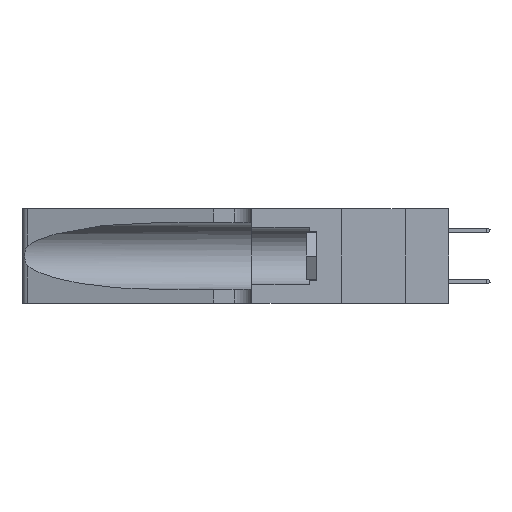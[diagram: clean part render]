
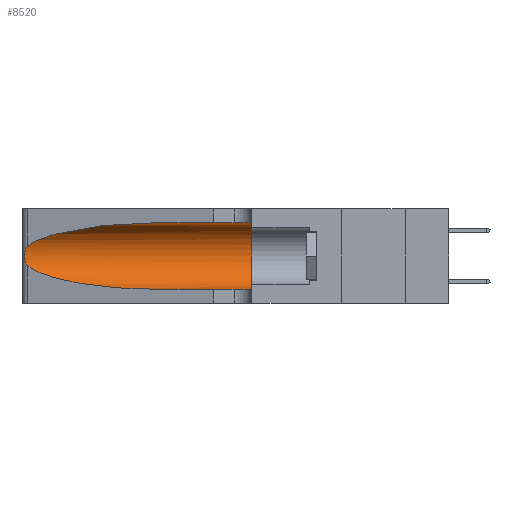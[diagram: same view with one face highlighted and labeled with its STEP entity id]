
A CAD part, left-side view. The second image highlights one B-rep face of the part: STEP entity #8520.
In plain terms, the highlighted cylindrical face has radius 3.308 mm (diameter 6.617 mm), a partial arc.
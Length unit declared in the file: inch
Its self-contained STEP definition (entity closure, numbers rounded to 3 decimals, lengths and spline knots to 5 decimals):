
#32 =( BOUNDED_CURVE ( )  B_SPLINE_CURVE ( 3, ( #18048, #13675, #20842, #3719 ),
 .UNSPECIFIED., .F., .T. ) 
 B_SPLINE_CURVE_WITH_KNOTS ( ( 4, 4 ),
 ( 3.44316, 4.71239 ),
 .UNSPECIFIED. ) 
 CURVE ( )  GEOMETRIC_REPRESENTATION_ITEM ( )  RATIONAL_B_SPLINE_CURVE ( ( 1., 0.87, 0.87, 1. ) ) 
 REPRESENTATION_ITEM ( '' )  );
#46 = EDGE_CURVE ( 'NONE', #1600, #1681, #32, .T. ) ;
#700 = CARTESIAN_POINT ( 'NONE',  ( 0.26075, 1.23896, 0.178 ) ) ;
#1475 = VECTOR ( 'NONE', #14538, 39.37008 ) ;
#1497 = CYLINDRICAL_SURFACE ( 'NONE', #21772, 0.13025 ) ;
#1600 = VERTEX_POINT ( 'NONE', #6207 ) ;
#1681 = VERTEX_POINT ( 'NONE', #9602 ) ;
#1907 = EDGE_CURVE ( 'NONE', #6586, #16137, #13599, .T. ) ;
#2489 = CARTESIAN_POINT ( 'NONE',  ( 0.25487, 1.22718, 0.22369 ) ) ;
#2730 = CARTESIAN_POINT ( 'NONE',  ( 0.25856, 1.23593, 0.16098 ) ) ;
#2968 = DIRECTION ( 'NONE',  ( 0., 1., 0. ) ) ;
#3719 = CARTESIAN_POINT ( 'NONE',  ( 0.1305, 0.72297, 0.05475 ) ) ;
#3725 = CARTESIAN_POINT ( 'NONE',  ( 0.18966, 0.96281, 0.31525 ) ) ;
#4641 = CARTESIAN_POINT ( 'NONE',  ( 0.25487, 1.22718, 0.22369 ) ) ;
#4715 = CARTESIAN_POINT ( 'NONE',  ( 0.25639, 1.23186, 0.15144 ) ) ;
#6091 = ORIENTED_EDGE ( 'NONE', *, *, #19041, .T. ) ;
#6207 = CARTESIAN_POINT ( 'NONE',  ( 0.25487, 1.22718, 0.14631 ) ) ;
#6280 = ORIENTED_EDGE ( 'NONE', *, *, #16599, .T. ) ;
#6330 = ORIENTED_EDGE ( 'NONE', *, *, #15398, .F. ) ;
#6586 = VERTEX_POINT ( 'NONE', #7519 ) ;
#6684 = CARTESIAN_POINT ( 'NONE',  ( 0.25487, 1.22718, 0.14631 ) ) ;
#6723 = LINE ( 'NONE', #10741, #1475 ) ;
#7329 = EDGE_CURVE ( 'NONE', #18306, #15158, #11407, .T. ) ;
#7352 = ORIENTED_EDGE ( 'NONE', *, *, #1907, .F. ) ;
#7519 = CARTESIAN_POINT ( 'NONE',  ( 0.1305, 0.35, 0.31525 ) ) ;
#7694 = ORIENTED_EDGE ( 'NONE', *, *, #7329, .T. ) ;
#7721 = ORIENTED_EDGE ( 'NONE', *, *, #46, .T. ) ;
#8520 = ADVANCED_FACE ( 'NONE', ( #12311 ), #1497, .F. ) ;
#8541 = CARTESIAN_POINT ( 'NONE',  ( 0.25639, 1.23184, 0.21858 ) ) ;
#9412 = CARTESIAN_POINT ( 'NONE',  ( 0.1305, 0.35, 0.05475 ) ) ;
#9602 = CARTESIAN_POINT ( 'NONE',  ( 0.1305, 0.72297, 0.05475 ) ) ;
#9604 = B_SPLINE_CURVE_WITH_KNOTS ( 'NONE', 3,
 ( #4641, #15879, #8541, #21337, #10408, #23169, #12255, #700, #14115, #2730, #15954, #4715, #17772, #6684 ),
 .UNSPECIFIED., .F., .F.,
 ( 4, 2, 2, 2, 2, 2, 4 ),
 ( 0., 0.00027, 0.00053, 0.00107, 0.0016, 0.00187, 0.00214 ),
 .UNSPECIFIED. ) ;
#10408 = CARTESIAN_POINT ( 'NONE',  ( 0.25854, 1.2359, 0.20912 ) ) ;
#10741 = CARTESIAN_POINT ( 'NONE',  ( 0.1305, 1.61858, 0.31525 ) ) ;
#10798 = LINE ( 'NONE', #11107, #14555 ) ;
#11107 = CARTESIAN_POINT ( 'NONE',  ( 0.1305, 1.61858, 0.05475 ) ) ;
#11407 =( BOUNDED_CURVE ( )  B_SPLINE_CURVE ( 3, ( #16845, #3725, #15018, #18670 ),
 .UNSPECIFIED., .F., .F. ) 
 B_SPLINE_CURVE_WITH_KNOTS ( ( 4, 4 ),
 ( 1.5708, 2.84003 ),
 .UNSPECIFIED. ) 
 CURVE ( )  GEOMETRIC_REPRESENTATION_ITEM ( )  RATIONAL_B_SPLINE_CURVE ( ( 1., 0.87, 0.87, 1. ) ) 
 REPRESENTATION_ITEM ( '' )  );
#12255 = CARTESIAN_POINT ( 'NONE',  ( 0.26075, 1.23896, 0.19203 ) ) ;
#12311 = FACE_OUTER_BOUND ( 'NONE', #15529, .T. ) ;
#13599 = CIRCLE ( 'NONE', #18216, 0.13025 ) ;
#13675 = CARTESIAN_POINT ( 'NONE',  ( 0.2373, 1.15595, 0.08982 ) ) ;
#14115 = CARTESIAN_POINT ( 'NONE',  ( 0.26017, 1.23833, 0.17102 ) ) ;
#14338 = CARTESIAN_POINT ( 'NONE',  ( 0.1305, 0.35, 0.185 ) ) ;
#14538 = DIRECTION ( 'NONE',  ( 0., -1., 0. ) ) ;
#14555 = VECTOR ( 'NONE', #23818, 39.37008 ) ;
#15018 = CARTESIAN_POINT ( 'NONE',  ( 0.2373, 1.15595, 0.28018 ) ) ;
#15158 = VERTEX_POINT ( 'NONE', #2489 ) ;
#15194 = CARTESIAN_POINT ( 'NONE',  ( 0.1305, 1.61858, 0.185 ) ) ;
#15398 = EDGE_CURVE ( 'NONE', #18306, #6586, #6723, .T. ) ;
#15440 = CARTESIAN_POINT ( 'NONE',  ( 0.1305, 0.72297, 0.31525 ) ) ;
#15529 = EDGE_LOOP ( 'NONE', ( #7694, #6091, #7721, #6280, #7352, #6330 ) ) ;
#15879 = CARTESIAN_POINT ( 'NONE',  ( 0.25555, 1.22994, 0.2215 ) ) ;
#15954 = CARTESIAN_POINT ( 'NONE',  ( 0.25789, 1.23486, 0.15765 ) ) ;
#16137 = VERTEX_POINT ( 'NONE', #9412 ) ;
#16175 = DIRECTION ( 'NONE',  ( 0., 0., 1. ) ) ;
#16599 = EDGE_CURVE ( 'NONE', #1681, #16137, #10798, .T. ) ;
#16845 = CARTESIAN_POINT ( 'NONE',  ( 0.1305, 0.72297, 0.31525 ) ) ;
#17007 = DIRECTION ( 'NONE',  ( 0., 0., -1. ) ) ;
#17772 = CARTESIAN_POINT ( 'NONE',  ( 0.25555, 1.22993, 0.14849 ) ) ;
#18048 = CARTESIAN_POINT ( 'NONE',  ( 0.25487, 1.22718, 0.14631 ) ) ;
#18216 = AXIS2_PLACEMENT_3D ( 'NONE', #14338, #2968, #16175 ) ;
#18306 = VERTEX_POINT ( 'NONE', #15440 ) ;
#18670 = CARTESIAN_POINT ( 'NONE',  ( 0.25487, 1.22718, 0.22369 ) ) ;
#19041 = EDGE_CURVE ( 'NONE', #15158, #1600, #9604, .T. ) ;
#20842 = CARTESIAN_POINT ( 'NONE',  ( 0.18966, 0.96281, 0.05475 ) ) ;
#21337 = CARTESIAN_POINT ( 'NONE',  ( 0.25787, 1.23484, 0.2124 ) ) ;
#21772 = AXIS2_PLACEMENT_3D ( 'NONE', #15194, #24194, #17007 ) ;
#23169 = CARTESIAN_POINT ( 'NONE',  ( 0.26018, 1.23835, 0.19895 ) ) ;
#23818 = DIRECTION ( 'NONE',  ( 0., -1., 0. ) ) ;
#24194 = DIRECTION ( 'NONE',  ( 0., -1., 0. ) ) ;
